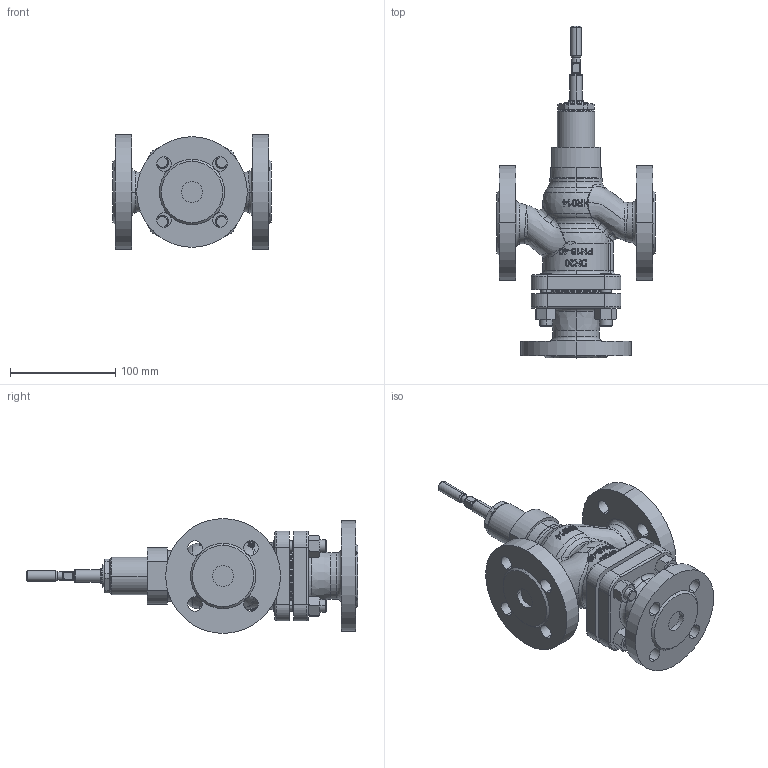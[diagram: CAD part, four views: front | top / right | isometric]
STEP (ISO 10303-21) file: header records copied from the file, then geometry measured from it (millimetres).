
FILE_DESCRIPTION (( 'STEP AP203' ), '1' );
FILE_NAME ('BR340S DN20 XXX PN16-40 for MC_STEP (Defeature).STEP', '2015-03-10T09:38:01', ( 'HORA' ), ( 'Holter Regelamaturen GmbH & Co. KG' ), 'SwSTEP 2.0', 'SolidWorks 2014', '' );
FILE_SCHEMA (( 'CONFIG_CONTROL_DESIGN' ));
Length unit declared in the file: millimetre
Products named in the file (1): BR340S DN20 XXX PN16-40 for MC_STEP (Defeature)
Bounding box: 150 x 315 x 109 mm (x, y, z)
Volume: 1126949.2 mm3; surface area: 147208.8 mm2
Topology: 1 solids, 1 shells, 867 faces, 2272 edges, 1454 vertices
Faces by surface type: plane 261, bspline 247, cylinder 166, cone 104, torus 61, sphere 28
Entity records: 152283 total; most frequent: CARTESIAN_POINT 132696, ORIENTED_EDGE 4482, DIRECTION 3465, EDGE_CURVE 2241, VERTEX_POINT 1436, AXIS2_PLACEMENT_3D 1390, EDGE_LOOP 959, FACE_OUTER_BOUND 867
